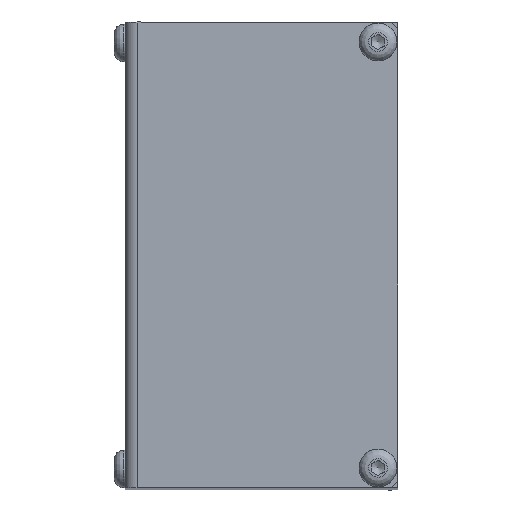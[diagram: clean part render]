
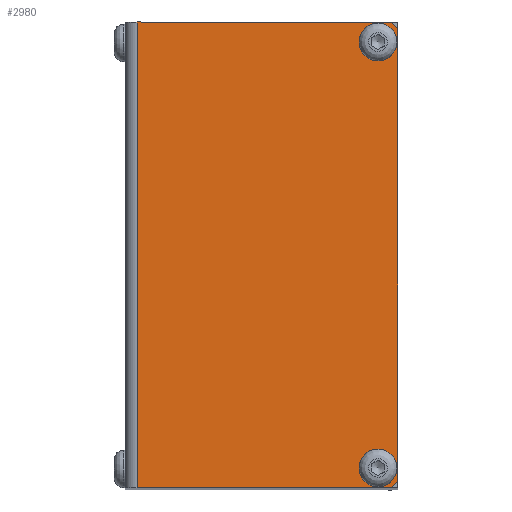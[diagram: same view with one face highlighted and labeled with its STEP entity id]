
A CAD part, top view. The second image highlights one B-rep face of the part: STEP entity #2980.
In plain terms, the highlighted planar face has unit normal (0, 0, 1).
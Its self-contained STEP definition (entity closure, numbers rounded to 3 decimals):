
#131=LINE('',#4823,#317);
#142=LINE('',#4843,#328);
#150=LINE('',#4856,#336);
#151=LINE('',#4858,#337);
#160=LINE('',#4875,#346);
#162=LINE('',#4896,#348);
#317=VECTOR('',#3885,68.);
#328=VECTOR('',#3902,38.2);
#336=VECTOR('',#3912,1.414);
#337=VECTOR('',#3915,1.414);
#346=VECTOR('',#3932,38.2);
#348=VECTOR('',#3968,70.);
#551=PLANE('',#3277);
#639=FACE_BOUND('',#1052,.T.);
#640=FACE_BOUND('',#1053,.T.);
#802=FACE_OUTER_BOUND('',#1051,.T.);
#1051=EDGE_LOOP('',(#2407,#2408,#2409,#2410,#2411,#2412));
#1052=EDGE_LOOP('',(#2413));
#1053=EDGE_LOOP('',(#2414));
#1171=CIRCLE('',#3124,2.85);
#1231=CIRCLE('',#3278,2.85);
#1319=VERTEX_POINT('',#4408);
#1439=VERTEX_POINT('',#4820);
#1440=VERTEX_POINT('',#4822);
#1445=VERTEX_POINT('',#4840);
#1446=VERTEX_POINT('',#4842);
#1450=VERTEX_POINT('',#4854);
#1454=VERTEX_POINT('',#4873);
#1457=VERTEX_POINT('',#4898);
#1589=EDGE_CURVE('',#1319,#1319,#1171,.T.);
#1752=EDGE_CURVE('',#1439,#1440,#131,.T.);
#1763=EDGE_CURVE('',#1445,#1446,#142,.T.);
#1771=EDGE_CURVE('',#1450,#1439,#150,.T.);
#1772=EDGE_CURVE('',#1440,#1445,#151,.T.);
#1783=EDGE_CURVE('',#1454,#1450,#160,.T.);
#1793=EDGE_CURVE('',#1454,#1446,#162,.T.);
#1794=EDGE_CURVE('',#1457,#1457,#1231,.T.);
#2407=ORIENTED_EDGE('',*,*,#1771,.F.);
#2408=ORIENTED_EDGE('',*,*,#1783,.F.);
#2409=ORIENTED_EDGE('',*,*,#1793,.T.);
#2410=ORIENTED_EDGE('',*,*,#1763,.F.);
#2411=ORIENTED_EDGE('',*,*,#1772,.F.);
#2412=ORIENTED_EDGE('',*,*,#1752,.F.);
#2413=ORIENTED_EDGE('',*,*,#1589,.T.);
#2414=ORIENTED_EDGE('',*,*,#1794,.T.);
#2980=ADVANCED_FACE('',(#802,#639,#640),#551,.F.);
#3124=AXIS2_PLACEMENT_3D('',#4409,#3531,#3532);
#3277=AXIS2_PLACEMENT_3D('',#4897,#3969,#3970);
#3278=AXIS2_PLACEMENT_3D('',#4899,#3971,#3972);
#3531=DIRECTION('center_axis',(0.,0.,
-1.));
#3532=DIRECTION('ref_axis',(0.998,-0.06,0.));
#3885=DIRECTION('',(0.,-1.,0.));
#3902=DIRECTION('',(-1.,0.,0.));
#3912=DIRECTION('',(0.707,-0.707,0.));
#3915=DIRECTION('',(-0.707,-0.707,0.));
#3932=DIRECTION('',(1.,0.,0.));
#3968=DIRECTION('',(0.,-1.,0.));
#3969=DIRECTION('center_axis',(0.,0.,
-1.));
#3970=DIRECTION('ref_axis',(0.,-1.,0.));
#3971=DIRECTION('center_axis',(0.,0.,
-1.));
#3972=DIRECTION('ref_axis',(0.998,-0.06,0.));
#4408=CARTESIAN_POINT('',(40.845,66.83,179.));
#4409=CARTESIAN_POINT('Origin',(38.,67.,179.));
#4820=CARTESIAN_POINT('',(41.,69.,179.));
#4822=CARTESIAN_POINT('',(41.,1.,179.));
#4823=CARTESIAN_POINT('',(41.,70.,179.));
#4840=CARTESIAN_POINT('',(40.,0.,179.));
#4842=CARTESIAN_POINT('',(1.8,0.,179.));
#4843=CARTESIAN_POINT('',(41.,0.,179.));
#4854=CARTESIAN_POINT('',(40.,70.,179.));
#4856=CARTESIAN_POINT('',(44.125,65.875,179.));
#4858=CARTESIAN_POINT('',(44.125,4.125,179.));
#4873=CARTESIAN_POINT('',(1.8,70.,179.));
#4875=CARTESIAN_POINT('',(0.,70.,179.));
#4896=CARTESIAN_POINT('',(1.8,17.5,179.));
#4897=CARTESIAN_POINT('Origin',(20.5,35.,179.));
#4898=CARTESIAN_POINT('',(40.845,2.83,179.));
#4899=CARTESIAN_POINT('Origin',(38.,3.,179.));
